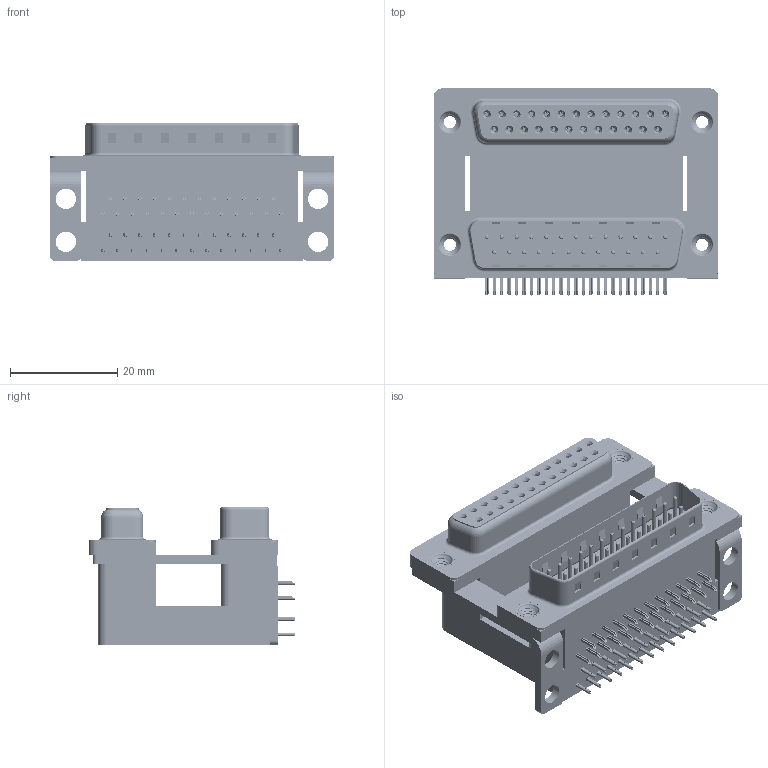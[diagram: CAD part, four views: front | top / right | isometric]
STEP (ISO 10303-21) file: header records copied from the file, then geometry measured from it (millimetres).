
FILE_DESCRIPTION (( 'STEP AP203' ), '1' );
FILE_NAME ('664-025-264-008.STEP', '2022-06-20T16:40:30', ( '' ), ( '' ), 'SwSTEP 2.0', 'SolidWorks 2020', '' );
FILE_SCHEMA (( 'CONFIG_CONTROL_DESIGN' ));
Length unit declared in the file: millimetre
Products named in the file (12): 664 Shell Plug_25 Contacts; 664 Housing Upper_25 Contacts H; 664 Contact Top Lower; 664 Contact Bottom Upper_H; 664 Contact Bottom Lower; 664 Threaded Rivet_4-40; 664 Contact Top Upper_H; 664 Housing Lower_25 Contacts; 664 Housing Spacer_25 Contacts H; 664 Mounting Bracket_NoneH; 664 Shell Receptacle_25 Contacts; 664-025-264-008
Assembly tree (61 placements, depth 2):
  664-025-264-008
    664 Housing Lower_25 Contacts
    664 Housing Spacer_25 Contacts H
    664 Housing Upper_25 Contacts H
    664 Shell Plug_25 Contacts
    664 Shell Receptacle_25 Contacts
    664 Contact Bottom Lower  x12
    664 Contact Top Lower  x13
    664 Contact Bottom Upper_H  x12
    664 Contact Top Upper_H  x13
    664 Mounting Bracket_NoneH  x2
    664 Threaded Rivet_4-40  x4
Bounding box: 53.04 x 38.59 x 25.6 mm (x, y, z)
Volume: 23611.1 mm3; surface area: 25059.7 mm2
Topology: 61 solids, 61 shells, 6203 faces, 15953 edges, 9961 vertices
Faces by surface type: plane 3257, cylinder 1543, bspline 864, cone 320, torus 219
Entity records: 54738 total; most frequent: CARTESIAN_POINT 13682, ORIENTED_EDGE 7994, DIRECTION 7655, EDGE_CURVE 3997, VECTOR 2899, LINE 2899, VERTEX_POINT 2566, AXIS2_PLACEMENT_3D 2378
